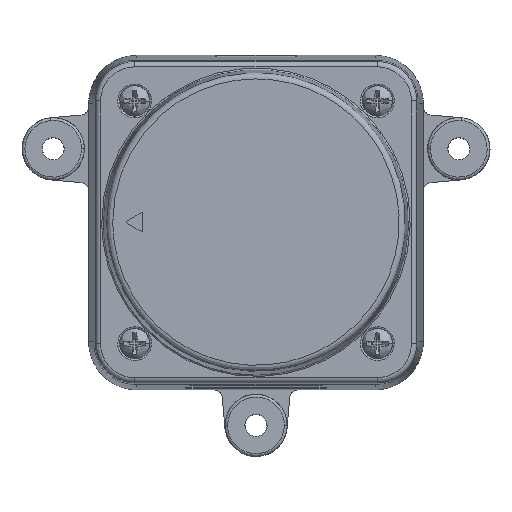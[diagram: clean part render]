
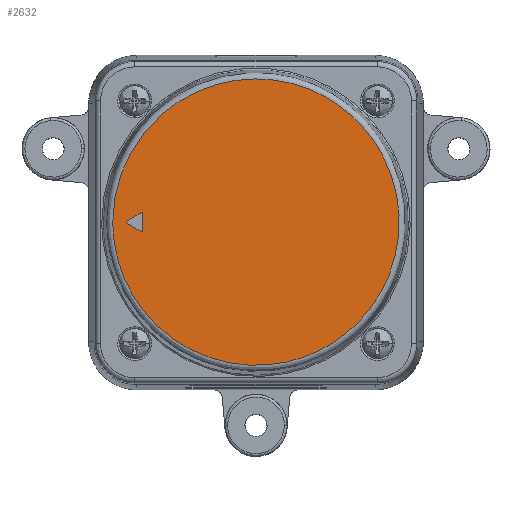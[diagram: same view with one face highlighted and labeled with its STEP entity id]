
A CAD part, top view. The second image highlights one B-rep face of the part: STEP entity #2632.
In plain terms, the highlighted free-form (B-spline) face has degree [1, 1] with [2, 2] control points.
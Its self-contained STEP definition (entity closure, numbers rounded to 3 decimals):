
#2103 = VERTEX_POINT('',#2104);
#2104 = CARTESIAN_POINT('',(-13.765,0.,
    28.827));
#2110 = EDGE_CURVE('',#2103,#2103,#2111,.T.);
#2111 = ( BOUNDED_CURVE() B_SPLINE_CURVE(2,(#2112,#2113,#2114,#2115,
#2116,#2117,#2118),.UNSPECIFIED.,.T.,.F.) B_SPLINE_CURVE_WITH_KNOTS((1,2
    ,2,2,2,1),(-2.094,0.,2.094,4.189,
6.283,8.378),.UNSPECIFIED.) CURVE() 
GEOMETRIC_REPRESENTATION_ITEM() RATIONAL_B_SPLINE_CURVE((1.,0.5,1.,0.5,
1.,0.5,1.)) REPRESENTATION_ITEM('') );
#2112 = CARTESIAN_POINT('',(-13.765,0.,
    28.827));
#2113 = CARTESIAN_POINT('',(-13.765,23.842,
    28.827));
#2114 = CARTESIAN_POINT('',(6.883,11.921,
    28.827));
#2115 = CARTESIAN_POINT('',(27.53,0.,
    28.827));
#2116 = CARTESIAN_POINT('',(6.883,-11.921,
    28.827));
#2117 = CARTESIAN_POINT('',(-13.765,-23.842,
    28.827));
#2118 = CARTESIAN_POINT('',(-13.765,0.,
    28.827));
#2632 = ADVANCED_FACE('',(#2633,#2636),#2683,.F.);
#2633 = FACE_BOUND('',#2634,.F.);
#2634 = EDGE_LOOP('',(#2635));
#2635 = ORIENTED_EDGE('',*,*,#2110,.T.);
#2636 = FACE_BOUND('',#2637,.F.);
#2637 = EDGE_LOOP('',(#2638,#2648,#2655,#2663,#2670,#2678));
#2638 = ORIENTED_EDGE('',*,*,#2639,.T.);
#2639 = EDGE_CURVE('',#2640,#2642,#2644,.T.);
#2640 = VERTEX_POINT('',#2641);
#2641 = CARTESIAN_POINT('',(-11.046,-0.906,
    28.827));
#2642 = VERTEX_POINT('',#2643);
#2643 = CARTESIAN_POINT('',(-10.92,-0.835,
    28.827));
#2644 = ( BOUNDED_CURVE() B_SPLINE_CURVE(2,(#2645,#2646,#2647),
.UNSPECIFIED.,.F.,.F.) B_SPLINE_CURVE_WITH_KNOTS((3,3),(1.029,
3.142),.PIECEWISE_BEZIER_KNOTS.) CURVE() 
GEOMETRIC_REPRESENTATION_ITEM() RATIONAL_B_SPLINE_CURVE((1.,
0.492,1.)) REPRESENTATION_ITEM('') );
#2645 = CARTESIAN_POINT('',(-11.046,-0.906,
    28.827));
#2646 = CARTESIAN_POINT('',(-10.92,-0.982,
    28.827));
#2647 = CARTESIAN_POINT('',(-10.92,-0.835,
    28.827));
#2648 = ORIENTED_EDGE('',*,*,#2649,.T.);
#2649 = EDGE_CURVE('',#2642,#2650,#2652,.T.);
#2650 = VERTEX_POINT('',#2651);
#2651 = CARTESIAN_POINT('',(-10.92,0.835,
    28.827));
#2652 = B_SPLINE_CURVE_WITH_KNOTS('',1,(#2653,#2654),.UNSPECIFIED.,.F.,
  .F.,(2,2),(0.,2.004),.PIECEWISE_BEZIER_KNOTS.);
#2653 = CARTESIAN_POINT('',(-10.92,-0.835,
    28.827));
#2654 = CARTESIAN_POINT('',(-10.92,0.835,
    28.827));
#2655 = ORIENTED_EDGE('',*,*,#2656,.T.);
#2656 = EDGE_CURVE('',#2650,#2657,#2659,.T.);
#2657 = VERTEX_POINT('',#2658);
#2658 = CARTESIAN_POINT('',(-11.046,0.906,
    28.827));
#2659 = ( BOUNDED_CURVE() B_SPLINE_CURVE(2,(#2660,#2661,#2662),
.UNSPECIFIED.,.F.,.F.) B_SPLINE_CURVE_WITH_KNOTS((3,3),(3.142,
5.254),.PIECEWISE_BEZIER_KNOTS.) CURVE() 
GEOMETRIC_REPRESENTATION_ITEM() RATIONAL_B_SPLINE_CURVE((1.,
0.492,1.)) REPRESENTATION_ITEM('') );
#2660 = CARTESIAN_POINT('',(-10.92,0.835,
    28.827));
#2661 = CARTESIAN_POINT('',(-10.92,0.982,
    28.827));
#2662 = CARTESIAN_POINT('',(-11.046,0.906,
    28.827));
#2663 = ORIENTED_EDGE('',*,*,#2664,.T.);
#2664 = EDGE_CURVE('',#2657,#2665,#2667,.T.);
#2665 = VERTEX_POINT('',#2666);
#2666 = CARTESIAN_POINT('',(-12.433,0.071,
    28.827));
#2667 = B_SPLINE_CURVE_WITH_KNOTS('',1,(#2668,#2669),.UNSPECIFIED.,.F.,
  .F.,(2,2),(0.,1.943),.PIECEWISE_BEZIER_KNOTS.);
#2668 = CARTESIAN_POINT('',(-11.046,0.906,
    28.827));
#2669 = CARTESIAN_POINT('',(-12.433,0.071,
    28.827));
#2670 = ORIENTED_EDGE('',*,*,#2671,.T.);
#2671 = EDGE_CURVE('',#2665,#2672,#2674,.T.);
#2672 = VERTEX_POINT('',#2673);
#2673 = CARTESIAN_POINT('',(-12.433,-0.071,
    28.827));
#2674 = ( BOUNDED_CURVE() B_SPLINE_CURVE(2,(#2675,#2676,#2677),
.UNSPECIFIED.,.F.,.F.) B_SPLINE_CURVE_WITH_KNOTS((3,3),(5.254,
7.312),.PIECEWISE_BEZIER_KNOTS.) CURVE() 
GEOMETRIC_REPRESENTATION_ITEM() RATIONAL_B_SPLINE_CURVE((1.,
0.516,1.)) REPRESENTATION_ITEM('') );
#2675 = CARTESIAN_POINT('',(-12.433,0.071,
    28.827));
#2676 = CARTESIAN_POINT('',(-12.551,0.,
    28.827));
#2677 = CARTESIAN_POINT('',(-12.433,-0.071,
    28.827));
#2678 = ORIENTED_EDGE('',*,*,#2679,.T.);
#2679 = EDGE_CURVE('',#2672,#2640,#2680,.T.);
#2680 = B_SPLINE_CURVE_WITH_KNOTS('',1,(#2681,#2682),.UNSPECIFIED.,.F.,
  .F.,(2,2),(0.,1.943),.PIECEWISE_BEZIER_KNOTS.);
#2681 = CARTESIAN_POINT('',(-12.433,-0.071,
    28.827));
#2682 = CARTESIAN_POINT('',(-11.046,-0.906,
    28.827));
#2683 = B_SPLINE_SURFACE_WITH_KNOTS('',1,1,(
    (#2684,#2685)
    ,(#2686,#2687
    )),.UNSPECIFIED.,.F.,.F.,.F.,(2,2),(2,2),(-16.522,
    16.522),(-16.522,16.522),
  .PIECEWISE_BEZIER_KNOTS.);
#2684 = CARTESIAN_POINT('',(13.765,-13.765,
    28.827));
#2685 = CARTESIAN_POINT('',(13.765,13.765,
    28.827));
#2686 = CARTESIAN_POINT('',(-13.765,-13.765,
    28.827));
#2687 = CARTESIAN_POINT('',(-13.765,13.765,
    28.827));
